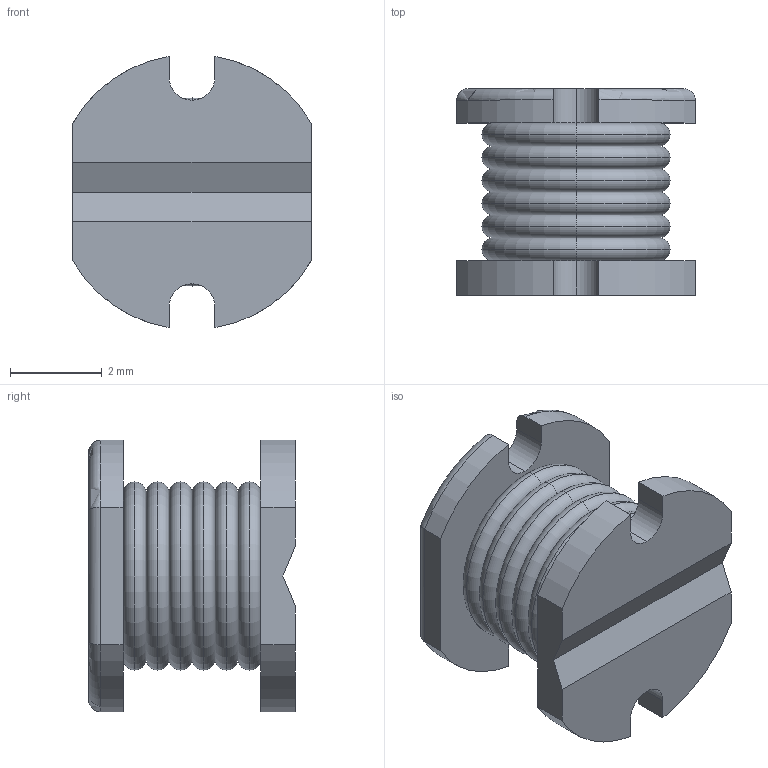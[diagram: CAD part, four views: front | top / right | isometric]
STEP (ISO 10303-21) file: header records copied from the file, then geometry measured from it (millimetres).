
FILE_DESCRIPTION (( 'STEP AP214' ), '1' );
FILE_NAME ('User Library-CD54.STEP', '2020-08-17T07:02:36', ( '' ), ( '' ), 'SwSTEP 2.0', 'SolidWorks 2020', '' );
FILE_SCHEMA (( 'AUTOMOTIVE_DESIGN' ));
Length unit declared in the file: millimetre
Products named in the file (1): User Library-CD54
Bounding box: 5.2 x 4.5 x 5.92 mm (x, y, z)
Volume: 49.7 mm3; surface area: 238.7 mm2
Topology: 9 solids, 9 shells, 138 faces, 350 edges, 224 vertices
Faces by surface type: plane 47, bspline 45, torus 28, cylinder 18
Entity records: 6636 total; most frequent: CARTESIAN_POINT 3150, ORIENTED_EDGE 700, DIRECTION 524, EDGE_CURVE 350, VERTEX_POINT 224, AXIS2_PLACEMENT_3D 178, LINE 168, VECTOR 168
